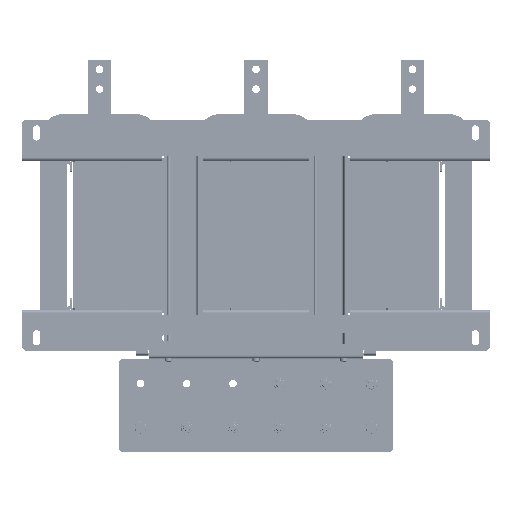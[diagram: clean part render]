
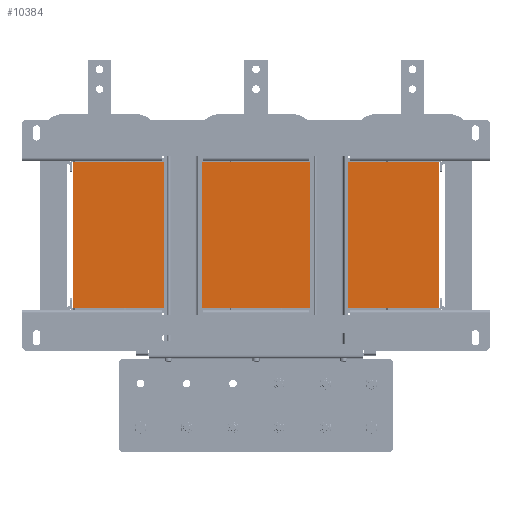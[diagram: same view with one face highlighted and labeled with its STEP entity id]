
A CAD part, front view. The second image highlights one B-rep face of the part: STEP entity #10384.
In plain terms, the highlighted planar face has unit normal (0, -1, 0).
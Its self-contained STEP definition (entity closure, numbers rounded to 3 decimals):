
#2997 = VERTEX_POINT ( 'NONE', #16683 ) ;
#3242 = VERTEX_POINT ( 'NONE', #16529 ) ;
#3243 = VERTEX_POINT ( 'NONE', #16527 ) ;
#3251 = VERTEX_POINT ( 'NONE', #16513 ) ;
#9844 = EDGE_CURVE ( 'NONE', #3251, #3243, #20030, .T. ) ;
#9846 = EDGE_CURVE ( 'NONE', #2997, #3242, #20054, .T. ) ;
#9852 = EDGE_CURVE ( 'NONE', #2997, #3251, #19971, .T. ) ;
#9854 = EDGE_CURVE ( 'NONE', #3242, #3243, #19974, .T. ) ;
#10384 = ADVANCED_FACE ( 'NONE', ( #22703 ), #22222, .F. ) ;
#16513 = CARTESIAN_POINT ( 'NONE',  ( -312.5, -275., -124.5 ) ) ;
#16527 = CARTESIAN_POINT ( 'NONE',  ( 312.5, -275., -124.5 ) ) ;
#16529 = CARTESIAN_POINT ( 'NONE',  ( 312.5, -275., 124.5 ) ) ;
#16683 = CARTESIAN_POINT ( 'NONE',  ( -312.5, -275., 124.5 ) ) ;
#18420 = EDGE_LOOP ( 'NONE', ( #30910, #30909, #30969, #30911 ) ) ;
#19930 = VECTOR ( 'NONE', #20682, 1000. ) ;
#19954 = VECTOR ( 'NONE', #20679, 1000. ) ;
#19971 = LINE ( 'NONE', #20678, #19954 ) ;
#19974 = LINE ( 'NONE', #20673, #19930 ) ;
#19994 = VECTOR ( 'NONE', #20663, 1000. ) ;
#20028 = VECTOR ( 'NONE', #20660, 1000. ) ;
#20030 = LINE ( 'NONE', #20639, #20028 ) ;
#20054 = LINE ( 'NONE', #20658, #19994 ) ;
#20123 = AXIS2_PLACEMENT_3D ( 'NONE', #22219, #22224, #22225 ) ;
#20639 = CARTESIAN_POINT ( 'NONE',  ( -312.5, -275., -124.5 ) ) ;
#20658 = CARTESIAN_POINT ( 'NONE',  ( -312.5, -275., 124.5 ) ) ;
#20660 = DIRECTION ( 'NONE',  ( 1., 0., 0. ) ) ;
#20663 = DIRECTION ( 'NONE',  ( 1., 0., 0. ) ) ;
#20673 = CARTESIAN_POINT ( 'NONE',  ( 312.5, -275., 124.5 ) ) ;
#20678 = CARTESIAN_POINT ( 'NONE',  ( -312.5, -275., 124.5 ) ) ;
#20679 = DIRECTION ( 'NONE',  ( 0., 0., -1. ) ) ;
#20682 = DIRECTION ( 'NONE',  ( 0., 0., -1. ) ) ;
#22219 = CARTESIAN_POINT ( 'NONE',  ( -312.5, -275., 124.5 ) ) ;
#22222 = PLANE ( 'NONE',  #20123 ) ;
#22224 = DIRECTION ( 'NONE',  ( 0., 1., 0. ) ) ;
#22225 = DIRECTION ( 'NONE',  ( 0., 0., 1. ) ) ;
#22703 = FACE_OUTER_BOUND ( 'NONE', #18420, .T. ) ;
#30909 = ORIENTED_EDGE ( 'NONE', *, *, #9854, .F. ) ;
#30910 = ORIENTED_EDGE ( 'NONE', *, *, #9844, .T. ) ;
#30911 = ORIENTED_EDGE ( 'NONE', *, *, #9852, .T. ) ;
#30969 = ORIENTED_EDGE ( 'NONE', *, *, #9846, .F. ) ;
